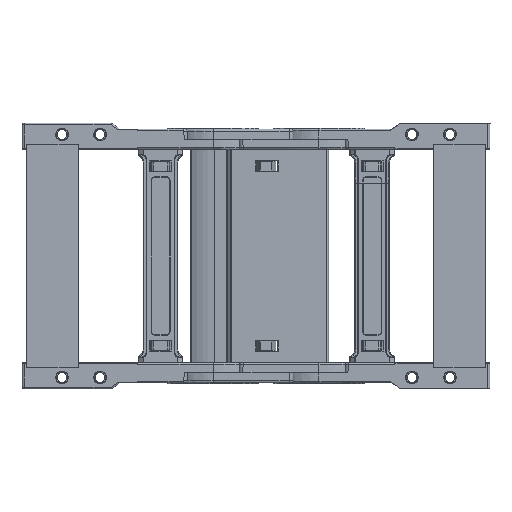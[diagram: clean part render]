
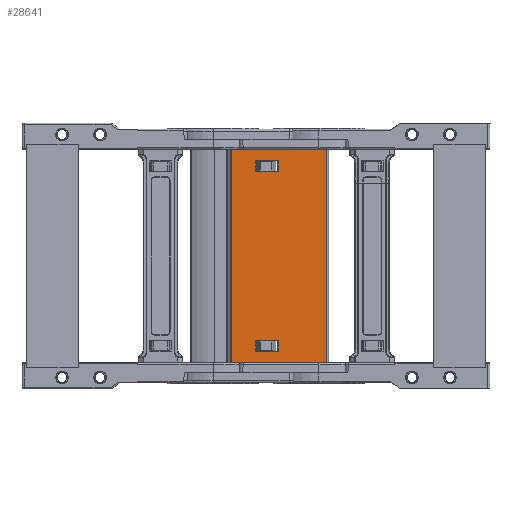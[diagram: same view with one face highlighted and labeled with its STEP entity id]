
A CAD part, front view. The second image highlights one B-rep face of the part: STEP entity #28641.
In plain terms, the highlighted planar face has unit normal (0, -1, 0).
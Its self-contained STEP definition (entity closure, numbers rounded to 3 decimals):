
#3028 = CARTESIAN_POINT ( 'NONE',  ( -58.76, 143.654, -1.503 ) ) ;
#3449 = CARTESIAN_POINT ( 'NONE',  ( -89.98, 143.654, -83.122 ) ) ;
#4956 = DIRECTION ( 'NONE',  ( 0., 0., 1. ) ) ;
#6790 = DIRECTION ( 'NONE',  ( -1., 0., 0. ) ) ;
#9838 = VECTOR ( 'NONE', #106843, 1000. ) ;
#10906 = CARTESIAN_POINT ( 'NONE',  ( -33.78, 143.654, -83.122 ) ) ;
#12501 = FACE_BOUND ( 'NONE', #108221, .T. ) ;
#16779 = ORIENTED_EDGE ( 'NONE', *, *, #58177, .F. ) ;
#18521 = VECTOR ( 'NONE', #4956, 1000. ) ;
#19909 = ORIENTED_EDGE ( 'NONE', *, *, #97707, .F. ) ;
#22943 = CARTESIAN_POINT ( 'NONE',  ( -75.76, 143.654, 5.247 ) ) ;
#24555 = DIRECTION ( 'NONE',  ( 0., 0., 1. ) ) ;
#24885 = EDGE_CURVE ( 'NONE', #134064, #54668, #31437, .T. ) ;
#25800 = CARTESIAN_POINT ( 'NONE',  ( -75.76, 143.654, 111.447 ) ) ;
#26954 = EDGE_CURVE ( 'NONE', #87005, #141814, #47231, .T. ) ;
#27182 = VERTEX_POINT ( 'NONE', #148476 ) ;
#27265 = ORIENTED_EDGE ( 'NONE', *, *, #113835, .F. ) ;
#27636 = CARTESIAN_POINT ( 'NONE',  ( -75.76, 143.654, 111.447 ) ) ;
#27799 = VECTOR ( 'NONE', #24555, 1000. ) ;
#28641 = ADVANCED_FACE ( 'NONE', ( #86900, #39709, #12501 ), #94840, .F. ) ;
#29382 = ORIENTED_EDGE ( 'NONE', *, *, #62064, .T. ) ;
#30641 = CARTESIAN_POINT ( 'NONE',  ( -33.78, 143.654, 124.497 ) ) ;
#30660 = CARTESIAN_POINT ( 'NONE',  ( -61.76, 143.654, 11.547 ) ) ;
#30739 = LINE ( 'NONE', #79409, #117774 ) ;
#31437 = LINE ( 'NONE', #37700, #27799 ) ;
#31472 = AXIS2_PLACEMENT_3D ( 'NONE', #3028, #94334, #83690 ) ;
#32749 = DIRECTION ( 'NONE',  ( 1., 0., 0. ) ) ;
#33047 = LINE ( 'NONE', #121818, #71121 ) ;
#34233 = VERTEX_POINT ( 'NONE', #59513 ) ;
#34537 = LINE ( 'NONE', #10906, #58060 ) ;
#37328 = DIRECTION ( 'NONE',  ( 1., 0., 0. ) ) ;
#37700 = CARTESIAN_POINT ( 'NONE',  ( -75.76, 143.654, 11.547 ) ) ;
#38828 = CARTESIAN_POINT ( 'NONE',  ( -61.76, 143.654, 11.547 ) ) ;
#39330 = DIRECTION ( 'NONE',  ( 0., 0., -1. ) ) ;
#39709 = FACE_OUTER_BOUND ( 'NONE', #143418, .T. ) ;
#43621 = CARTESIAN_POINT ( 'NONE',  ( -61.76, 143.654, 5.247 ) ) ;
#47231 = LINE ( 'NONE', #48370, #116162 ) ;
#48370 = CARTESIAN_POINT ( 'NONE',  ( -61.76, 143.654, 111.447 ) ) ;
#49912 = CARTESIAN_POINT ( 'NONE',  ( -75.76, 143.654, 117.747 ) ) ;
#51553 = LINE ( 'NONE', #25800, #9838 ) ;
#53882 = DIRECTION ( 'NONE',  ( -1., 0., 0. ) ) ;
#54056 = CARTESIAN_POINT ( 'NONE',  ( -58.76, 143.654, 124.497 ) ) ;
#54668 = VERTEX_POINT ( 'NONE', #84366 ) ;
#54775 = ORIENTED_EDGE ( 'NONE', *, *, #132480, .T. ) ;
#56432 = VECTOR ( 'NONE', #37328, 1000. ) ;
#56698 = ORIENTED_EDGE ( 'NONE', *, *, #75663, .T. ) ;
#58060 = VECTOR ( 'NONE', #137133, 1000. ) ;
#58177 = EDGE_CURVE ( 'NONE', #86722, #87005, #51553, .T. ) ;
#59361 = VERTEX_POINT ( 'NONE', #127160 ) ;
#59513 = CARTESIAN_POINT ( 'NONE',  ( -89.98, 143.654, 124.497 ) ) ;
#61868 = EDGE_CURVE ( 'NONE', #34233, #103578, #145284, .T. ) ;
#62064 = EDGE_CURVE ( 'NONE', #27182, #103578, #34537, .T. ) ;
#63725 = ORIENTED_EDGE ( 'NONE', *, *, #61868, .F. ) ;
#68172 = DIRECTION ( 'NONE',  ( 0., 0., 1. ) ) ;
#70638 = EDGE_LOOP ( 'NONE', ( #110743, #56698, #54775, #84483 ) ) ;
#71121 = VECTOR ( 'NONE', #53882, 1000. ) ;
#73287 = CARTESIAN_POINT ( 'NONE',  ( -61.76, 143.654, 11.547 ) ) ;
#75663 = EDGE_CURVE ( 'NONE', #119052, #94386, #106305, .T. ) ;
#78872 = EDGE_CURVE ( 'NONE', #141814, #59361, #30739, .T. ) ;
#79409 = CARTESIAN_POINT ( 'NONE',  ( -61.76, 143.654, 111.447 ) ) ;
#83550 = VERTEX_POINT ( 'NONE', #85722 ) ;
#83690 = DIRECTION ( 'NONE',  ( 0., 0., 1. ) ) ;
#84366 = CARTESIAN_POINT ( 'NONE',  ( -75.76, 143.654, 11.547 ) ) ;
#84483 = ORIENTED_EDGE ( 'NONE', *, *, #24885, .T. ) ;
#84877 = VECTOR ( 'NONE', #118798, 1000. ) ;
#85722 = CARTESIAN_POINT ( 'NONE',  ( -89.98, 143.654, -1.503 ) ) ;
#86722 = VERTEX_POINT ( 'NONE', #49912 ) ;
#86900 = FACE_BOUND ( 'NONE', #70638, .T. ) ;
#87005 = VERTEX_POINT ( 'NONE', #27636 ) ;
#94334 = DIRECTION ( 'NONE',  ( 0., 1., 0. ) ) ;
#94386 = VERTEX_POINT ( 'NONE', #43621 ) ;
#94840 = PLANE ( 'NONE',  #31472 ) ;
#95417 = ORIENTED_EDGE ( 'NONE', *, *, #26954, .F. ) ;
#97707 = EDGE_CURVE ( 'NONE', #59361, #86722, #33047, .T. ) ;
#99496 = EDGE_CURVE ( 'NONE', #54668, #119052, #129014, .T. ) ;
#100211 = CARTESIAN_POINT ( 'NONE',  ( -61.76, 143.654, 111.447 ) ) ;
#102990 = LINE ( 'NONE', #106159, #84877 ) ;
#103578 = VERTEX_POINT ( 'NONE', #30641 ) ;
#105919 = ORIENTED_EDGE ( 'NONE', *, *, #78872, .F. ) ;
#106159 = CARTESIAN_POINT ( 'NONE',  ( -58.76, 143.654, -1.503 ) ) ;
#106305 = LINE ( 'NONE', #38828, #120859 ) ;
#106843 = DIRECTION ( 'NONE',  ( 0., 0., -1. ) ) ;
#108221 = EDGE_LOOP ( 'NONE', ( #95417, #16779, #19909, #105919 ) ) ;
#110743 = ORIENTED_EDGE ( 'NONE', *, *, #99496, .T. ) ;
#113317 = EDGE_CURVE ( 'NONE', #83550, #27182, #102990, .T. ) ;
#113835 = EDGE_CURVE ( 'NONE', #83550, #34233, #132782, .T. ) ;
#116162 = VECTOR ( 'NONE', #134556, 1000. ) ;
#117774 = VECTOR ( 'NONE', #68172, 1000. ) ;
#118798 = DIRECTION ( 'NONE',  ( 1., 0., 0. ) ) ;
#119052 = VERTEX_POINT ( 'NONE', #30660 ) ;
#120859 = VECTOR ( 'NONE', #39330, 1000. ) ;
#121818 = CARTESIAN_POINT ( 'NONE',  ( -61.76, 143.654, 117.747 ) ) ;
#127160 = CARTESIAN_POINT ( 'NONE',  ( -61.76, 143.654, 117.747 ) ) ;
#129014 = LINE ( 'NONE', #73287, #56432 ) ;
#132480 = EDGE_CURVE ( 'NONE', #94386, #134064, #147338, .T. ) ;
#132782 = LINE ( 'NONE', #3449, #18521 ) ;
#134064 = VERTEX_POINT ( 'NONE', #22943 ) ;
#134556 = DIRECTION ( 'NONE',  ( 1., 0., 0. ) ) ;
#137006 = ORIENTED_EDGE ( 'NONE', *, *, #113317, .T. ) ;
#137133 = DIRECTION ( 'NONE',  ( 0., 0., 1. ) ) ;
#141814 = VERTEX_POINT ( 'NONE', #100211 ) ;
#143418 = EDGE_LOOP ( 'NONE', ( #29382, #63725, #27265, #137006 ) ) ;
#145284 = LINE ( 'NONE', #54056, #148903 ) ;
#146714 = CARTESIAN_POINT ( 'NONE',  ( -61.76, 143.654, 5.247 ) ) ;
#147338 = LINE ( 'NONE', #146714, #149074 ) ;
#148476 = CARTESIAN_POINT ( 'NONE',  ( -33.78, 143.654, -1.503 ) ) ;
#148903 = VECTOR ( 'NONE', #32749, 1000. ) ;
#149074 = VECTOR ( 'NONE', #6790, 1000. ) ;
